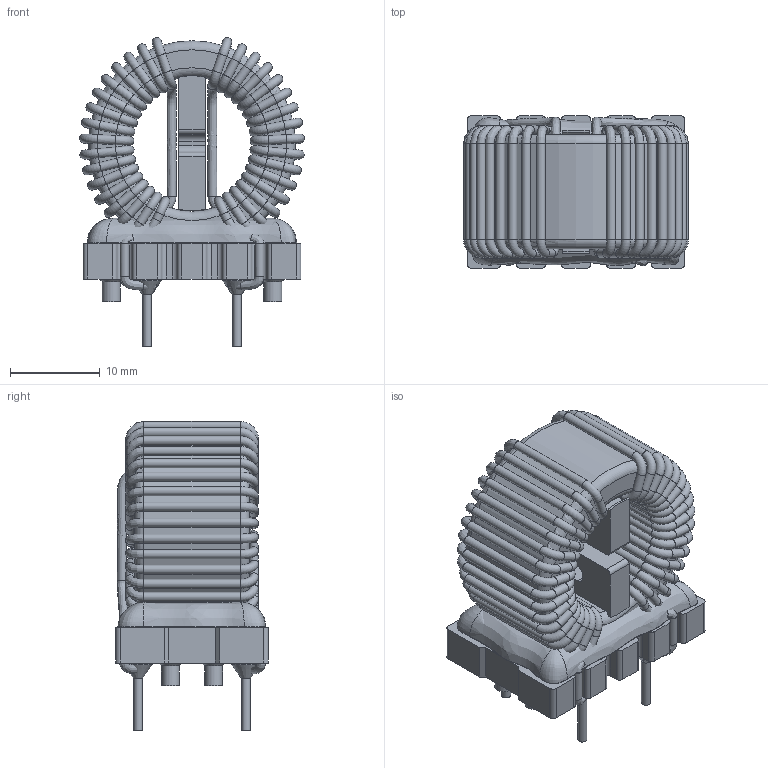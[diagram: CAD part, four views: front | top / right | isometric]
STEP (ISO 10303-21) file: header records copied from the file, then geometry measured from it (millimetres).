
FILE_DESCRIPTION(/* description */ ('Unknown'),/* implementation_level */ '2;1');
FILE_NAME(/* name */ '744824622_L',/* time_stamp */ '2023-06-13T13:50:03+02:00',/* author */ ('Unknown'),/* organization */ ('Unknown'),/* preprocessor_version */ 'ST-DEVELOPER v16.7',/* originating_system */ 'Solid Edge',/* authorisation */ 'Unknown');
FILE_SCHEMA (('AUTOMOTIVE_DESIGN {1 0 10303 214 3 1 1}'));
Length unit declared in the file: millimetre
Products named in the file (6): 744824622_L; Core; Base; Spacer; Glue; Solderpoint
Assembly tree (5 placements, depth 2):
  744824622_L
    Core
    Base
    Spacer
    Glue
    Solderpoint
Bounding box: 25.01 x 17 x 34.37 mm (x, y, z)
Volume: 6920.8 mm3; surface area: 8718.1 mm2
Topology: 10 solids, 10 shells, 490 faces, 1106 edges, 642 vertices
Faces by surface type: cylinder 215, plane 99, bspline 90, torus 74, cone 12
Full cylindrical faces by diameter (mm): 1 x141, 2 x4, 15 x1
Entity records: 35483 total; most frequent: CARTESIAN_POINT 22959, DIRECTION 1992, ORIENTED_EDGE 1554, AXIS2_PLACEMENT_3D 865, EDGE_LOOP 814, FACE_BOUND 814, EDGE_CURVE 777, VERTEX_POINT 621
